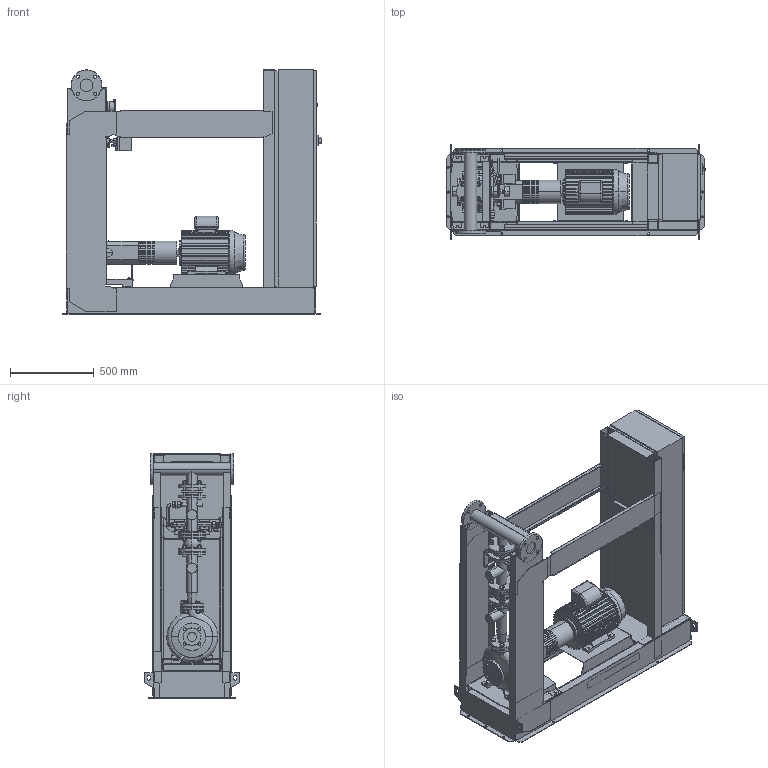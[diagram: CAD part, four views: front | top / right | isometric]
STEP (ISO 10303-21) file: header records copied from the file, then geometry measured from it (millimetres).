
FILE_DESCRIPTION((''),'2;1');
FILE_NAME('3d_Sifire-EN-32_200-205-7.5E-4183652.stp','2015-05-25T14:12:35',(''),(''),'Mechanical Desktop 2009','Mechanical Desktop 2009',', , ');
FILE_SCHEMA(('CONFIG_CONTROL_DESIGN'));
Length unit declared in the file: millimetre
Products named in the file (1): Product
Bounding box: 1554.5 x 568 x 1463 mm (x, y, z)
Volume: 192205861.4 mm3; surface area: 15861091.2 mm2
Topology: 97 solids, 97 shells, 2656 faces, 6531 edges, 4171 vertices
Faces by surface type: plane 1080, bspline 781, cylinder 501, cone 234, torus 52, sphere 8
Entity records: 85865 total; most frequent: CARTESIAN_POINT 26542, ORIENTED_EDGE 13050, DIRECTION 11100, EDGE_CURVE 6525, VERTEX_POINT 4170, VECTOR 3750, LINE 3750, AXIS2_PLACEMENT_3D 3675
